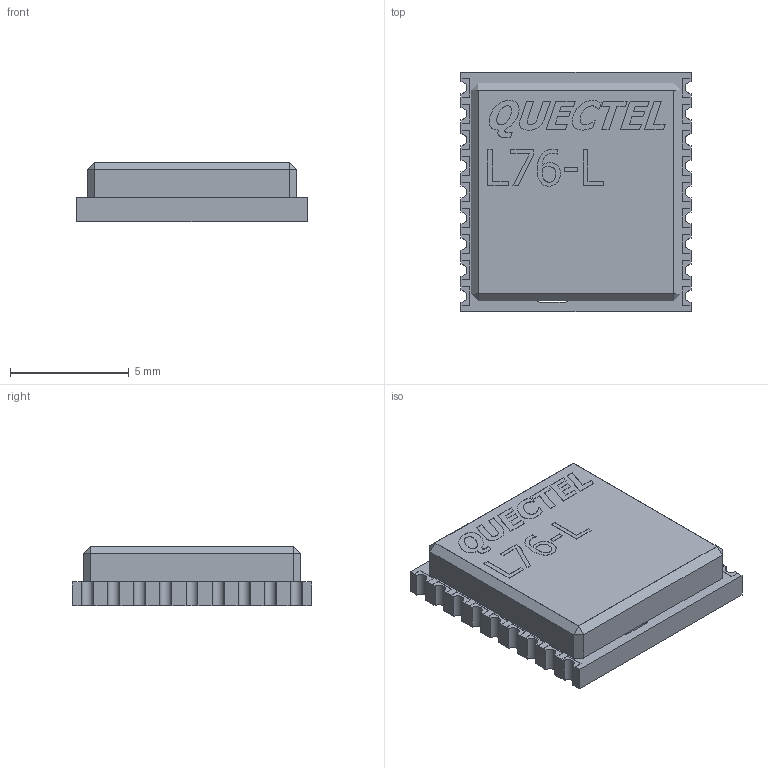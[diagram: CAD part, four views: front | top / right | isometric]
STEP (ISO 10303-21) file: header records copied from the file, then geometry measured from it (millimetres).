
FILE_DESCRIPTION((''),'2;1');
FILE_NAME('Quectel L76-L.stp','2019-09-05T10:41:57',('perevozchikovaa'),(''),'Autodesk Inventor 2013','Autodesk Inventor 2013','');
FILE_SCHEMA(('AUTOMOTIVE_DESIGN { 1 0 10303 214 1 1 1 1 }'));
Length unit declared in the file: millimetre
Products named in the file (3): Quectel L76-L; pcb; case
Assembly tree (2 placements, depth 2):
  Quectel L76-L
    pcb
    case
Bounding box: 9.7 x 10.1 x 2.52 mm (x, y, z)
Volume: 216.2 mm3; surface area: 450.2 mm2
Topology: 2 solids, 2 shells, 360 faces, 1007 edges, 666 vertices
Faces by surface type: plane 284, bspline 54, cylinder 22
Entity records: 12022 total; most frequent: CARTESIAN_POINT 2902, ORIENTED_EDGE 2014, DIRECTION 1565, EDGE_CURVE 1007, VECTOR 855, LINE 855, VERTEX_POINT 666, EDGE_LOOP 377
